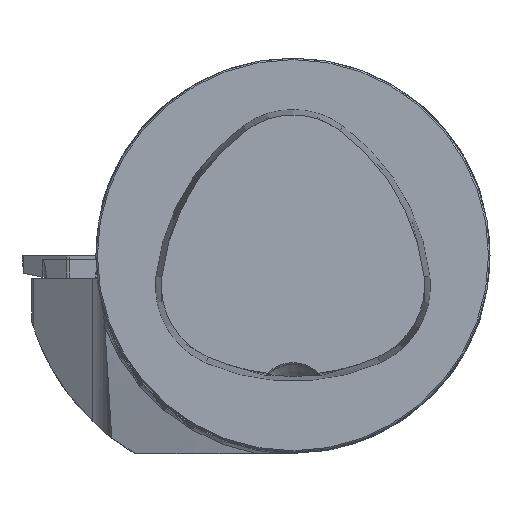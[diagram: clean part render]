
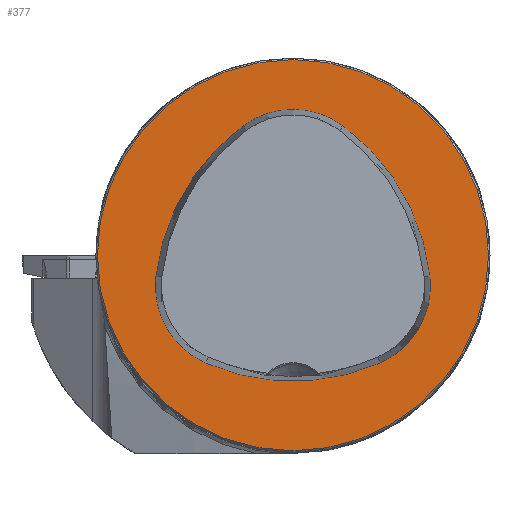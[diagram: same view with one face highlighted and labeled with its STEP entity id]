
A CAD part, top view. The second image highlights one B-rep face of the part: STEP entity #377.
In plain terms, the highlighted planar face has unit normal (0, 0, 1).
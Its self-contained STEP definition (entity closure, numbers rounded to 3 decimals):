
#122=FACE_BOUND('',#718,.T.);
#123=FACE_BOUND('',#719,.T.);
#315=CIRCLE('',#2661,44.075);
#317=CIRCLE('',#2664,44.075);
#318=CIRCLE('',#2665,17.075);
#319=CIRCLE('',#2666,44.075);
#320=CIRCLE('',#2667,17.075);
#321=CIRCLE('',#2668,17.075);
#322=CIRCLE('',#2669,39.7);
#377=ADVANCED_FACE('CU_FL_N1_SU_1',(#122,#123),#509,.T.);
#509=PLANE('',#2670);
#718=EDGE_LOOP('',(#1321,#1322,#1323,#1324,#1325,#1326));
#719=EDGE_LOOP('',(#1327));
#1321=ORIENTED_EDGE('',*,*,#2250,.F.);
#1322=ORIENTED_EDGE('',*,*,#2251,.F.);
#1323=ORIENTED_EDGE('',*,*,#2252,.F.);
#1324=ORIENTED_EDGE('',*,*,#2253,.F.);
#1325=ORIENTED_EDGE('',*,*,#2247,.F.);
#1326=ORIENTED_EDGE('',*,*,#2254,.F.);
#1327=ORIENTED_EDGE('',*,*,#2255,.T.);
#1993=VERTEX_POINT('',#4136);
#1994=VERTEX_POINT('',#4138);
#1996=VERTEX_POINT('',#4144);
#1997=VERTEX_POINT('',#4145);
#1998=VERTEX_POINT('',#4147);
#1999=VERTEX_POINT('',#4149);
#2000=VERTEX_POINT('',#4153);
#2247=EDGE_CURVE('',#1993,#1994,#315,.T.);
#2250=EDGE_CURVE('',#1996,#1997,#317,.T.);
#2251=EDGE_CURVE('',#1998,#1996,#318,.T.);
#2252=EDGE_CURVE('',#1999,#1998,#319,.T.);
#2253=EDGE_CURVE('',#1994,#1999,#320,.T.);
#2254=EDGE_CURVE('',#1997,#1993,#321,.T.);
#2255=EDGE_CURVE('',#2000,#2000,#322,.T.);
#2661=AXIS2_PLACEMENT_3D('',#4137,#3019,#3020);
#2664=AXIS2_PLACEMENT_3D('',#4143,#3026,#3027);
#2665=AXIS2_PLACEMENT_3D('',#4146,#3028,#3029);
#2666=AXIS2_PLACEMENT_3D('',#4148,#3030,#3031);
#2667=AXIS2_PLACEMENT_3D('',#4150,#3032,#3033);
#2668=AXIS2_PLACEMENT_3D('',#4151,#3034,#3035);
#2669=AXIS2_PLACEMENT_3D('',#4152,#3036,#3037);
#2670=AXIS2_PLACEMENT_3D('',#4154,#3038,#3039);
#3019=DIRECTION('',(0.,0.,1.));
#3020=DIRECTION('',(1.,0.,0.));
#3026=DIRECTION('',(0.,0.,1.));
#3027=DIRECTION('',(1.,0.,0.));
#3028=DIRECTION('',(0.,0.,1.));
#3029=DIRECTION('',(1.,0.,0.));
#3030=DIRECTION('',(0.,0.,1.));
#3031=DIRECTION('',(1.,0.,0.));
#3032=DIRECTION('',(0.,0.,1.));
#3033=DIRECTION('',(1.,0.,0.));
#3034=DIRECTION('',(0.,0.,1.));
#3035=DIRECTION('',(1.,0.,0.));
#3036=DIRECTION('',(0.,0.,1.));
#3037=DIRECTION('',(1.,0.,0.));
#3038=DIRECTION('',(0.,0.,1.));
#3039=DIRECTION('',(1.,0.,0.));
#4136=CARTESIAN_POINT('',(-17.691,-21.869,0.));
#4137=CARTESIAN_POINT('',(0.,18.5,0.));
#4138=CARTESIAN_POINT('',(17.691,-21.869,0.));
#4143=CARTESIAN_POINT('',(15.993,-9.254,0.));
#4144=CARTESIAN_POINT('',(-10.114,26.257,0.));
#4145=CARTESIAN_POINT('',(-27.805,-4.317,0.));
#4146=CARTESIAN_POINT('',(0.,12.5,0.));
#4147=CARTESIAN_POINT('',(10.114,26.257,0.));
#4148=CARTESIAN_POINT('',(-15.993,-9.254,0.));
#4149=CARTESIAN_POINT('',(27.805,-4.317,0.));
#4150=CARTESIAN_POINT('',(10.837,-6.23,0.));
#4151=CARTESIAN_POINT('',(-10.837,-6.23,0.));
#4152=CARTESIAN_POINT('',(0.,0.,0.));
#4153=CARTESIAN_POINT('',(39.7,0.,0.));
#4154=CARTESIAN_POINT('',(0.,0.,0.));
